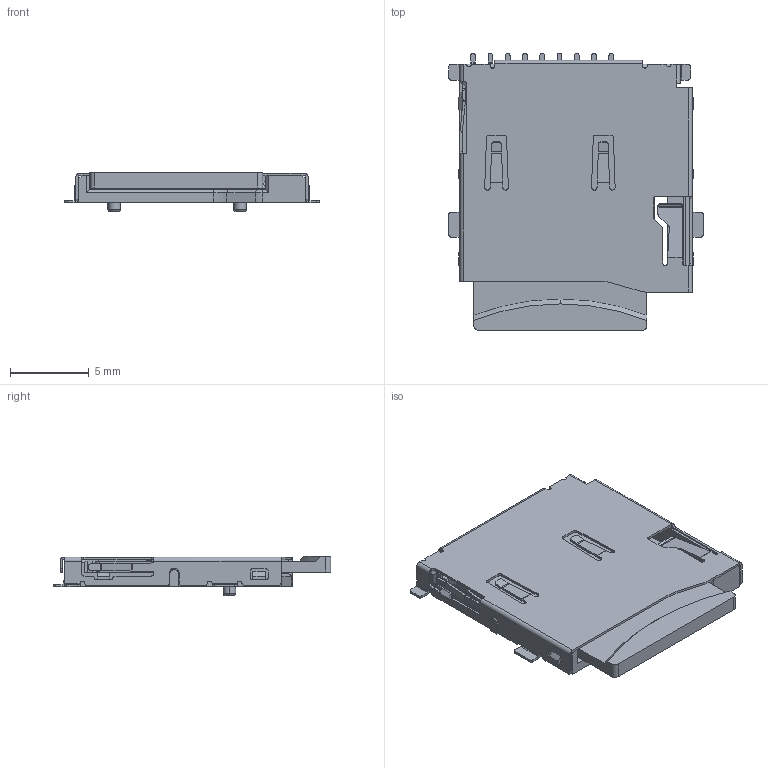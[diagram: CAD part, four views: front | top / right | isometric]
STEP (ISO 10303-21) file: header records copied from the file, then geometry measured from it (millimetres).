
FILE_DESCRIPTION(('FreeCAD Model'),'2;1');
FILE_NAME('Open CASCADE Shape Model','2023-09-18T15:47:20',( 'kicad StepUp'),('ksu MCAD'),'Open CASCADE STEP processor 7.6', 'FreeCAD','Unknown');
FILE_SCHEMA(('AUTOMOTIVE_DESIGN { 1 0 10303 214 1 1 1 1 }'));
Length unit declared in the file: millimetre
Products named in the file (1): XKB_XKTF-015-X-wCard
Bounding box: 16.18 x 17.65 x 2.5 mm (x, y, z)
Volume: 281.2 mm3; surface area: 1470.3 mm2
Topology: 1 solids, 2 shells, 1264 faces, 3576 edges, 2300 vertices
Faces by surface type: plane 885, cylinder 352, bspline 13, torus 10, cone 4
Entity records: 46584 total; most frequent: CARTESIAN_POINT 7793, ORIENTED_EDGE 7152, DIRECTION 6763, EDGE_CURVE 3576, LINE 2787, VECTOR 2787, VERTEX_POINT 2300, AXIS2_PLACEMENT_3D 1988
